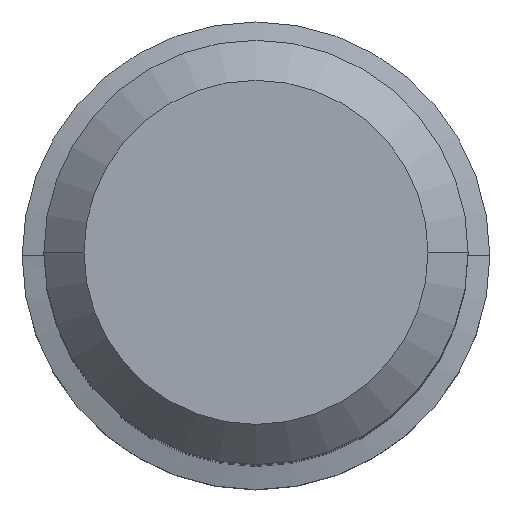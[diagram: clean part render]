
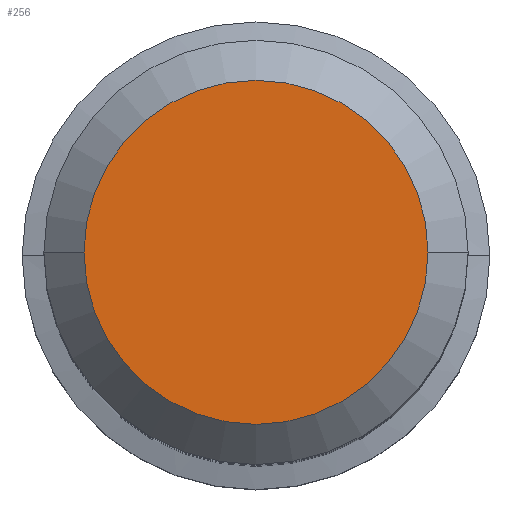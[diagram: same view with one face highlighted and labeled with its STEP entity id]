
A CAD part, top view. The second image highlights one B-rep face of the part: STEP entity #256.
In plain terms, the highlighted planar face has unit normal (0, 0, 1).
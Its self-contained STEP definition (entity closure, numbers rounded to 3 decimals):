
#24 = ORIENTED_EDGE ( 'NONE', *, *, #233, .T. ) ;
#54 = CARTESIAN_POINT ( 'NONE',  ( 0., 0., 0. ) ) ;
#114 = DIRECTION ( 'NONE',  ( 1., 0., 0. ) ) ;
#116 = DIRECTION ( 'NONE',  ( 0., 0., 1. ) ) ;
#136 = VERTEX_POINT ( 'NONE', #265 ) ;
#233 = EDGE_CURVE ( 'NONE', #362, #136, #740, .T. ) ;
#234 = CIRCLE ( 'NONE', #793, 2.575 ) ;
#256 = ADVANCED_FACE ( 'NONE', ( #441 ), #665, .T. ) ;
#265 = CARTESIAN_POINT ( 'NONE',  ( 2.575, 0., 0. ) ) ;
#279 = EDGE_LOOP ( 'NONE', ( #24, #695 ) ) ;
#320 = DIRECTION ( 'NONE',  ( 0., 0., 1. ) ) ;
#341 = AXIS2_PLACEMENT_3D ( 'NONE', #755, #320, #830 ) ;
#362 = VERTEX_POINT ( 'NONE', #399 ) ;
#399 = CARTESIAN_POINT ( 'NONE',  ( -2.575, 0., 0. ) ) ;
#441 = FACE_OUTER_BOUND ( 'NONE', #279, .T. ) ;
#628 = AXIS2_PLACEMENT_3D ( 'NONE', #762, #739, #114 ) ;
#665 = PLANE ( 'NONE',  #628 ) ;
#695 = ORIENTED_EDGE ( 'NONE', *, *, #801, .T. ) ;
#739 = DIRECTION ( 'NONE',  ( 0., 0., 1. ) ) ;
#740 = CIRCLE ( 'NONE', #341, 2.575 ) ;
#755 = CARTESIAN_POINT ( 'NONE',  ( 0., 0., 0. ) ) ;
#762 = CARTESIAN_POINT ( 'NONE',  ( 0., 0., 0. ) ) ;
#793 = AXIS2_PLACEMENT_3D ( 'NONE', #54, #116, #828 ) ;
#801 = EDGE_CURVE ( 'NONE', #136, #362, #234, .T. ) ;
#828 = DIRECTION ( 'NONE',  ( 1., 0., 0. ) ) ;
#830 = DIRECTION ( 'NONE',  ( 1., 0., 0. ) ) ;
